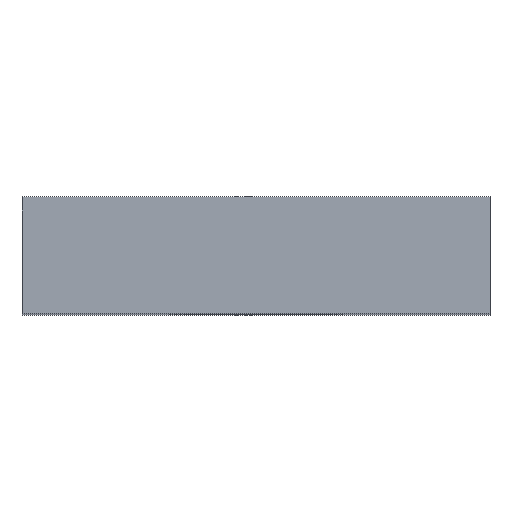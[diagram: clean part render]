
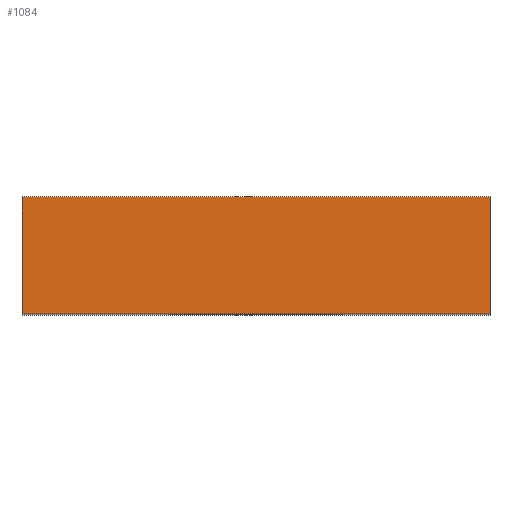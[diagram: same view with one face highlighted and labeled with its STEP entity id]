
A CAD part, top view. The second image highlights one B-rep face of the part: STEP entity #1084.
In plain terms, the highlighted planar face has unit normal (0, 0, 1).
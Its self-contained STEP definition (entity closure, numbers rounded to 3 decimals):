
#126=LINE('',#1783,#243);
#127=LINE('',#1786,#244);
#128=LINE('',#1788,#245);
#129=LINE('',#1789,#246);
#243=VECTOR('',#1468,5.);
#244=VECTOR('',#1471,20.);
#245=VECTOR('',#1472,20.);
#246=VECTOR('',#1473,5.);
#282=PLANE('',#1177);
#347=FACE_OUTER_BOUND('',#408,.T.);
#408=EDGE_LOOP('',(#951,#952,#953,#954));
#552=VERTEX_POINT('',#1779);
#553=VERTEX_POINT('',#1781);
#554=VERTEX_POINT('',#1785);
#555=VERTEX_POINT('',#1787);
#703=EDGE_CURVE('',#552,#553,#126,.T.);
#704=EDGE_CURVE('',#554,#552,#127,.T.);
#705=EDGE_CURVE('',#555,#553,#128,.T.);
#706=EDGE_CURVE('',#554,#555,#129,.T.);
#951=ORIENTED_EDGE('',*,*,#704,.T.);
#952=ORIENTED_EDGE('',*,*,#703,.T.);
#953=ORIENTED_EDGE('',*,*,#705,.F.);
#954=ORIENTED_EDGE('',*,*,#706,.F.);
#1084=ADVANCED_FACE('',(#347),#282,.T.);
#1177=AXIS2_PLACEMENT_3D('',#1784,#1469,#1470);
#1468=DIRECTION('',(0.,1.,0.));
#1469=DIRECTION('center_axis',(0.,0.,1.));
#1470=DIRECTION('ref_axis',(1.,0.,0.));
#1471=DIRECTION('',(1.,0.,0.));
#1472=DIRECTION('',(1.,0.,0.));
#1473=DIRECTION('',(0.,1.,0.));
#1779=CARTESIAN_POINT('',(5.,0.,25.));
#1781=CARTESIAN_POINT('',(5.,5.,25.));
#1783=CARTESIAN_POINT('',(5.,0.,25.));
#1784=CARTESIAN_POINT('Origin',(-15.,0.,25.));
#1785=CARTESIAN_POINT('',(-15.,0.,25.));
#1786=CARTESIAN_POINT('',(-15.,0.,25.));
#1787=CARTESIAN_POINT('',(-15.,5.,25.));
#1788=CARTESIAN_POINT('',(-15.,5.,25.));
#1789=CARTESIAN_POINT('',(-15.,0.,25.));
